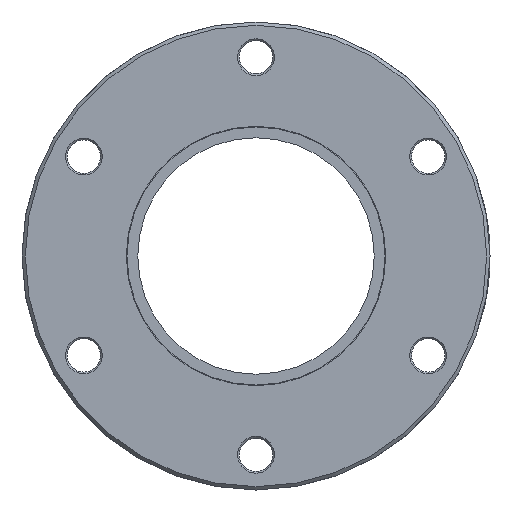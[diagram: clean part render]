
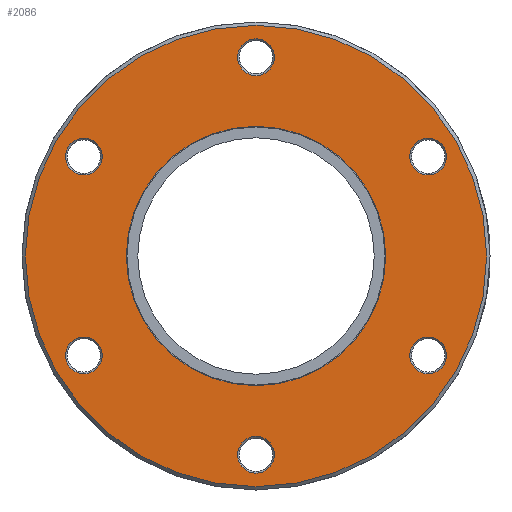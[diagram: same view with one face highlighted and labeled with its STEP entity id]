
A CAD part, front view. The second image highlights one B-rep face of the part: STEP entity #2086.
In plain terms, the highlighted planar face has unit normal (0, -1, 0).
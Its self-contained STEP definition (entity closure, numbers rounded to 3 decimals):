
#429=PLANE('',#2278);
#479=FACE_BOUND('',#666,.T.);
#480=FACE_BOUND('',#667,.T.);
#481=FACE_BOUND('',#668,.T.);
#482=FACE_BOUND('',#669,.T.);
#483=FACE_BOUND('',#670,.T.);
#484=FACE_BOUND('',#671,.T.);
#485=FACE_BOUND('',#672,.T.);
#533=FACE_OUTER_BOUND('',#665,.T.);
#665=EDGE_LOOP('',(#1456));
#666=EDGE_LOOP('',(#1457));
#667=EDGE_LOOP('',(#1458));
#668=EDGE_LOOP('',(#1459));
#669=EDGE_LOOP('',(#1460));
#670=EDGE_LOOP('',(#1461));
#671=EDGE_LOOP('',(#1462));
#672=EDGE_LOOP('',(#1463));
#848=CIRCLE('',#2276,34.05);
#850=CIRCLE('',#2279,2.709);
#851=CIRCLE('',#2280,2.709);
#852=CIRCLE('',#2281,2.709);
#853=CIRCLE('',#2282,19.15);
#854=CIRCLE('',#2283,2.709);
#855=CIRCLE('',#2284,2.709);
#856=CIRCLE('',#2285,2.709);
#929=VERTEX_POINT('',#2987);
#931=VERTEX_POINT('',#2992);
#932=VERTEX_POINT('',#2994);
#933=VERTEX_POINT('',#2996);
#934=VERTEX_POINT('',#2998);
#935=VERTEX_POINT('',#3000);
#936=VERTEX_POINT('',#3002);
#937=VERTEX_POINT('',#3004);
#1147=EDGE_CURVE('',#929,#929,#848,.T.);
#1149=EDGE_CURVE('',#931,#931,#850,.T.);
#1150=EDGE_CURVE('',#932,#932,#851,.T.);
#1151=EDGE_CURVE('',#933,#933,#852,.T.);
#1152=EDGE_CURVE('',#934,#934,#853,.T.);
#1153=EDGE_CURVE('',#935,#935,#854,.T.);
#1154=EDGE_CURVE('',#936,#936,#855,.T.);
#1155=EDGE_CURVE('',#937,#937,#856,.T.);
#1456=ORIENTED_EDGE('',*,*,#1147,.F.);
#1457=ORIENTED_EDGE('',*,*,#1149,.F.);
#1458=ORIENTED_EDGE('',*,*,#1150,.F.);
#1459=ORIENTED_EDGE('',*,*,#1151,.F.);
#1460=ORIENTED_EDGE('',*,*,#1152,.T.);
#1461=ORIENTED_EDGE('',*,*,#1153,.F.);
#1462=ORIENTED_EDGE('',*,*,#1154,.F.);
#1463=ORIENTED_EDGE('',*,*,#1155,.F.);
#2086=ADVANCED_FACE('',(#533,#479,#480,#481,#482,#483,#484,#485),#429,.T.);
#2276=AXIS2_PLACEMENT_3D('',#2988,#2479,#2480);
#2278=AXIS2_PLACEMENT_3D('',#2991,#2483,#2484);
#2279=AXIS2_PLACEMENT_3D('',#2993,#2485,#2486);
#2280=AXIS2_PLACEMENT_3D('',#2995,#2487,#2488);
#2281=AXIS2_PLACEMENT_3D('',#2997,#2489,#2490);
#2282=AXIS2_PLACEMENT_3D('',#2999,#2491,#2492);
#2283=AXIS2_PLACEMENT_3D('',#3001,#2493,#2494);
#2284=AXIS2_PLACEMENT_3D('',#3003,#2495,#2496);
#2285=AXIS2_PLACEMENT_3D('',#3005,#2497,#2498);
#2479=DIRECTION('center_axis',(0.,1.,0.));
#2480=DIRECTION('ref_axis',(1.,0.,0.));
#2483=DIRECTION('center_axis',(0.,-1.,0.));
#2484=DIRECTION('ref_axis',(0.,0.,-1.));
#2485=DIRECTION('center_axis',(0.,-1.,0.));
#2486=DIRECTION('ref_axis',(0.5,0.,0.866));
#2487=DIRECTION('center_axis',(0.,-1.,0.));
#2488=DIRECTION('ref_axis',(-1.,0.,0.));
#2489=DIRECTION('center_axis',(0.,-1.,0.));
#2490=DIRECTION('ref_axis',(0.5,0.,-0.866));
#2491=DIRECTION('center_axis',(0.,1.,0.));
#2492=DIRECTION('ref_axis',(1.,0.,0.));
#2493=DIRECTION('center_axis',(0.,-1.,0.));
#2494=DIRECTION('ref_axis',(1.,0.,0.));
#2495=DIRECTION('center_axis',(0.,-1.,0.));
#2496=DIRECTION('ref_axis',(-0.5,0.,-0.866));
#2497=DIRECTION('center_axis',(0.,-1.,0.));
#2498=DIRECTION('ref_axis',(-0.5,0.,0.866));
#2987=CARTESIAN_POINT('',(-34.05,0.,0.));
#2988=CARTESIAN_POINT('Origin',(0.,0.,0.));
#2991=CARTESIAN_POINT('Origin',(-34.55,0.,0.));
#2992=CARTESIAN_POINT('',(24.064,0.,-17.021));
#2993=CARTESIAN_POINT('Origin',(25.418,0.,-14.675));
#2994=CARTESIAN_POINT('',(2.709,0.,29.35));
#2995=CARTESIAN_POINT('Origin',(0.,0.,29.35));
#2996=CARTESIAN_POINT('',(-26.772,0.,-12.329));
#2997=CARTESIAN_POINT('Origin',(-25.418,0.,-14.675));
#2998=CARTESIAN_POINT('',(-19.15,0.,0.));
#2999=CARTESIAN_POINT('Origin',(0.,0.,0.));
#3000=CARTESIAN_POINT('',(-2.709,0.,-29.35));
#3001=CARTESIAN_POINT('Origin',(0.,0.,-29.35));
#3002=CARTESIAN_POINT('',(-24.064,0.,17.021));
#3003=CARTESIAN_POINT('Origin',(-25.418,0.,14.675));
#3004=CARTESIAN_POINT('',(26.772,0.,12.329));
#3005=CARTESIAN_POINT('Origin',(25.418,0.,14.675));
